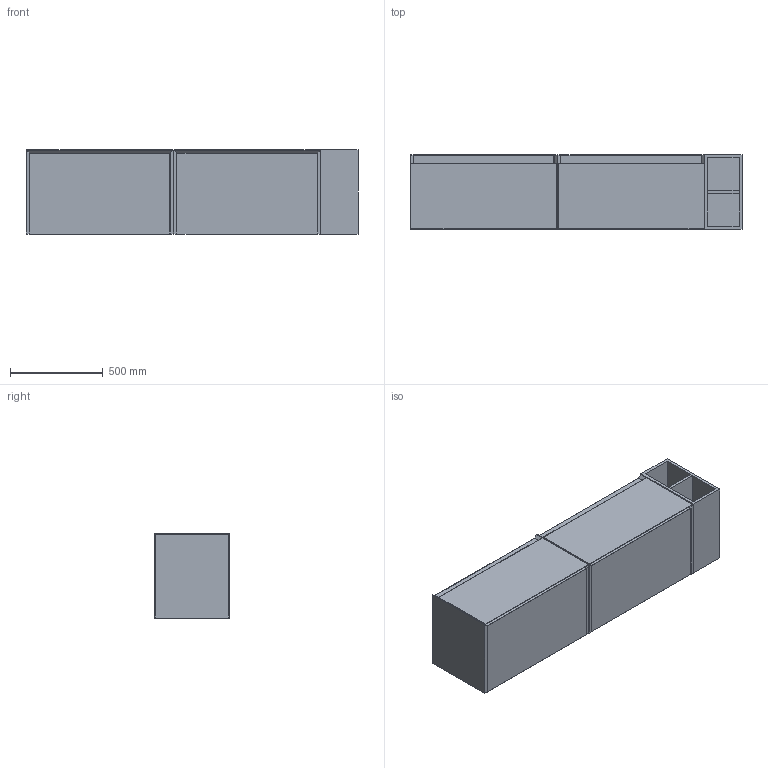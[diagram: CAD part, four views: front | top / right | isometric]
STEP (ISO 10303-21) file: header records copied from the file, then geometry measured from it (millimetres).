
FILE_DESCRIPTION (( 'STEP AP214' ), '1' );
FILE_NAME ('UNI180W2.S_1_STEP_V10424.STEP', '2024-04-04T13:31:36', ( '' ), ( '' ), 'SwSTEP 2.0', 'SolidWorks 2019', '' );
FILE_SCHEMA (( 'AUTOMOTIVE_DESIGN' ));
Length unit declared in the file: millimetre
Products named in the file (6): Carcass_v10722_800 1D; UNI Furn_v10722_80 1D; Drawers_v10722_80cm 1 Draweer; UNI180W2.S_1_STEP_V10424; Furniture Spacer_v20224
Assembly tree (7 placements, depth 3):
  UNI180W2.S_1_STEP_V10424
    Furniture Spacer_v20224
    UNI Furn_v10722_80 1D
      Carcass_v10722_800 1D
      Drawers_v10722_80cm 1 Draweer
    UNI Furn_v10722_80 1D
      Carcass_v10722_800 1D
      Drawers_v10722_80cm 1 Draweer
Bounding box: 1790 x 400 x 455 mm (x, y, z)
Volume: 64627421.5 mm3; surface area: 8115720.8 mm2
Topology: 24 solids, 24 shells, 418 faces, 902 edges, 452 vertices
Faces by surface type: cylinder 164, plane 162, sphere 88, torus 4
Entity records: 6190 total; most frequent: DIRECTION 1125, CARTESIAN_POINT 978, ORIENTED_EDGE 918, EDGE_CURVE 459, AXIS2_PLACEMENT_3D 423, VECTOR 279, LINE 279, VERTEX_POINT 260
